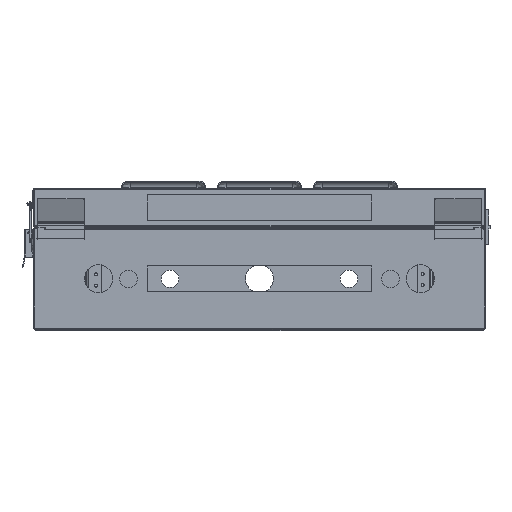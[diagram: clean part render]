
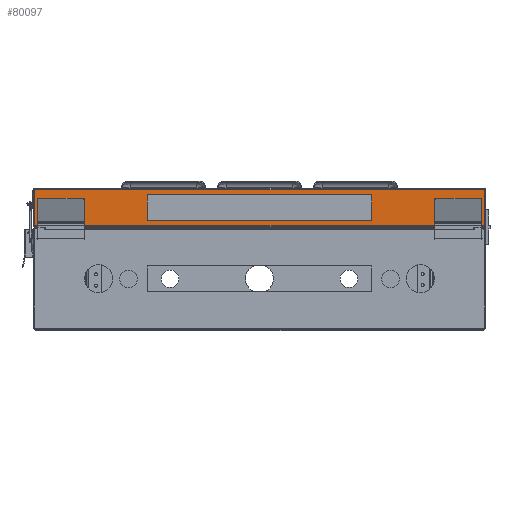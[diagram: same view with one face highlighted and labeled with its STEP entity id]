
A CAD part, front view. The second image highlights one B-rep face of the part: STEP entity #80097.
In plain terms, the highlighted planar face has unit normal (0, -1, 0).
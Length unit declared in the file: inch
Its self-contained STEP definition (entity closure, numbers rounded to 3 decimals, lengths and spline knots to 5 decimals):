
#688 = LINE ( 'NONE', #32458, #56615 ) ;
#1860 = EDGE_CURVE ( 'NONE', #62597, #70741, #69400, .T. ) ;
#2821 = CARTESIAN_POINT ( 'NONE',  ( -12.65637, -13.43498, -0.07874 ) ) ;
#4993 = VECTOR ( 'NONE', #46796, 39.37008 ) ;
#5871 = ORIENTED_EDGE ( 'NONE', *, *, #13545, .F. ) ;
#6457 = CARTESIAN_POINT ( 'NONE',  ( 12.558, -13.43498, -0.07874 ) ) ;
#8600 = EDGE_CURVE ( 'NONE', #56270, #15748, #68047, .T. ) ;
#8718 = VERTEX_POINT ( 'NONE', #13210 ) ;
#9139 = FACE_BOUND ( 'NONE', #31823, .T. ) ;
#12296 = ORIENTED_EDGE ( 'NONE', *, *, #99195, .T. ) ;
#13210 = CARTESIAN_POINT ( 'NONE',  ( 12.65637, -13.43498, -0.07874 ) ) ;
#13545 = EDGE_CURVE ( 'NONE', #76565, #8718, #93119, .T. ) ;
#15748 = VERTEX_POINT ( 'NONE', #81759 ) ;
#17045 = VERTEX_POINT ( 'NONE', #29225 ) ;
#17349 = CARTESIAN_POINT ( 'NONE',  ( 6.29921, -13.43498, -0.38175 ) ) ;
#18197 = CARTESIAN_POINT ( 'NONE',  ( 6.29921, -13.43498, -0.38175 ) ) ;
#19476 = VECTOR ( 'NONE', #76374, 39.37008 ) ;
#19528 = LINE ( 'NONE', #75338, #34995 ) ;
#23034 = EDGE_LOOP ( 'NONE', ( #66601, #34961, #59324, #44656, #47512, #5871, #44721, #34644 ) ) ;
#25458 = VERTEX_POINT ( 'NONE', #58085 ) ;
#25651 = LINE ( 'NONE', #17349, #27713 ) ;
#26132 = EDGE_CURVE ( 'NONE', #70741, #17045, #25651, .T. ) ;
#27713 = VECTOR ( 'NONE', #48601, 39.37008 ) ;
#28009 = CARTESIAN_POINT ( 'NONE',  ( -12.558, -13.43498, -0.07874 ) ) ;
#28396 = EDGE_CURVE ( 'NONE', #80275, #42889, #48016, .T. ) ;
#29225 = CARTESIAN_POINT ( 'NONE',  ( 6.29921, -13.43498, -1.81875 ) ) ;
#29450 = EDGE_CURVE ( 'NONE', #60454, #62597, #19528, .T. ) ;
#29758 = DIRECTION ( 'NONE',  ( 1., 0., 0. ) ) ;
#30453 = DIRECTION ( 'NONE',  ( -1., 0., 0. ) ) ;
#31823 = EDGE_LOOP ( 'NONE', ( #76592, #74237, #98272, #12296 ) ) ;
#32458 = CARTESIAN_POINT ( 'NONE',  ( -12.558, -13.43498, -2.12176 ) ) ;
#33097 = DIRECTION ( 'NONE',  ( 0., 0., 1. ) ) ;
#33520 = VECTOR ( 'NONE', #75356, 39.37008 ) ;
#33819 = CARTESIAN_POINT ( 'NONE',  ( 12.558, -13.43498, -2.12176 ) ) ;
#33979 = EDGE_CURVE ( 'NONE', #25458, #42889, #47670, .T. ) ;
#34644 = ORIENTED_EDGE ( 'NONE', *, *, #69853, .F. ) ;
#34961 = ORIENTED_EDGE ( 'NONE', *, *, #54215, .F. ) ;
#34995 = VECTOR ( 'NONE', #33097, 39.37008 ) ;
#42889 = VERTEX_POINT ( 'NONE', #33819 ) ;
#44656 = ORIENTED_EDGE ( 'NONE', *, *, #28396, .F. ) ;
#44721 = ORIENTED_EDGE ( 'NONE', *, *, #56663, .F. ) ;
#46638 = CARTESIAN_POINT ( 'NONE',  ( 0., -13.43498, -2.12176 ) ) ;
#46796 = DIRECTION ( 'NONE',  ( 1., 0., 0. ) ) ;
#47161 = CARTESIAN_POINT ( 'NONE',  ( 0., -13.43498, 0. ) ) ;
#47446 = CARTESIAN_POINT ( 'NONE',  ( -6.29921, -13.43498, -0.38175 ) ) ;
#47512 = ORIENTED_EDGE ( 'NONE', *, *, #55003, .F. ) ;
#47670 = LINE ( 'NONE', #46638, #65758 ) ;
#47677 = DIRECTION ( 'NONE',  ( 0., -1., 0. ) ) ;
#48016 = LINE ( 'NONE', #95615, #62882 ) ;
#48601 = DIRECTION ( 'NONE',  ( 0., 0., -1. ) ) ;
#50751 = LINE ( 'NONE', #2821, #19476 ) ;
#51207 = DIRECTION ( 'NONE',  ( 0., 0., -1. ) ) ;
#52313 = VECTOR ( 'NONE', #30453, 39.37008 ) ;
#54215 = EDGE_CURVE ( 'NONE', #25458, #56270, #688, .T. ) ;
#54844 = VERTEX_POINT ( 'NONE', #28009 ) ;
#55003 = EDGE_CURVE ( 'NONE', #8718, #80275, #58035, .T. ) ;
#55327 = DIRECTION ( 'NONE',  ( -1., 0., 0. ) ) ;
#56270 = VERTEX_POINT ( 'NONE', #100382 ) ;
#56615 = VECTOR ( 'NONE', #94700, 39.37008 ) ;
#56663 = EDGE_CURVE ( 'NONE', #54844, #76565, #70301, .T. ) ;
#58035 = LINE ( 'NONE', #67902, #59786 ) ;
#58085 = CARTESIAN_POINT ( 'NONE',  ( -12.558, -13.43498, -2.12176 ) ) ;
#59111 = VECTOR ( 'NONE', #92134, 39.37008 ) ;
#59324 = ORIENTED_EDGE ( 'NONE', *, *, #33979, .T. ) ;
#59786 = VECTOR ( 'NONE', #51207, 39.37008 ) ;
#60454 = VERTEX_POINT ( 'NONE', #93188 ) ;
#61945 = CARTESIAN_POINT ( 'NONE',  ( 68.79926, -13.43498, -0.07874 ) ) ;
#62597 = VERTEX_POINT ( 'NONE', #68363 ) ;
#62882 = VECTOR ( 'NONE', #55327, 39.37008 ) ;
#65758 = VECTOR ( 'NONE', #103076, 39.37008 ) ;
#66601 = ORIENTED_EDGE ( 'NONE', *, *, #8600, .F. ) ;
#67902 = CARTESIAN_POINT ( 'NONE',  ( 12.65637, -13.43498, -0.07874 ) ) ;
#68047 = LINE ( 'NONE', #99949, #59111 ) ;
#68363 = CARTESIAN_POINT ( 'NONE',  ( -6.29921, -13.43498, -0.38175 ) ) ;
#69400 = LINE ( 'NONE', #47446, #79653 ) ;
#69853 = EDGE_CURVE ( 'NONE', #15748, #54844, #50751, .T. ) ;
#70301 = LINE ( 'NONE', #61945, #4993 ) ;
#70741 = VERTEX_POINT ( 'NONE', #18197 ) ;
#71166 = PLANE ( 'NONE',  #86019 ) ;
#72213 = FACE_OUTER_BOUND ( 'NONE', #23034, .T. ) ;
#74237 = ORIENTED_EDGE ( 'NONE', *, *, #1860, .T. ) ;
#75338 = CARTESIAN_POINT ( 'NONE',  ( -6.29921, -13.43498, -0.38175 ) ) ;
#75356 = DIRECTION ( 'NONE',  ( 1., 0., 0. ) ) ;
#76374 = DIRECTION ( 'NONE',  ( 1., 0., 0. ) ) ;
#76565 = VERTEX_POINT ( 'NONE', #6457 ) ;
#76592 = ORIENTED_EDGE ( 'NONE', *, *, #29450, .T. ) ;
#79653 = VECTOR ( 'NONE', #29758, 39.37008 ) ;
#80097 = ADVANCED_FACE ( 'NONE', ( #72213, #9139 ), #71166, .T. ) ;
#80275 = VERTEX_POINT ( 'NONE', #101416 ) ;
#81759 = CARTESIAN_POINT ( 'NONE',  ( -12.65637, -13.43498, -0.07874 ) ) ;
#84332 = LINE ( 'NONE', #86378, #52313 ) ;
#86019 = AXIS2_PLACEMENT_3D ( 'NONE', #47161, #47677, #103080 ) ;
#86378 = CARTESIAN_POINT ( 'NONE',  ( -6.29921, -13.43498, -1.81875 ) ) ;
#92134 = DIRECTION ( 'NONE',  ( 0., 0., 1. ) ) ;
#93119 = LINE ( 'NONE', #99372, #33520 ) ;
#93188 = CARTESIAN_POINT ( 'NONE',  ( -6.29921, -13.43498, -1.81875 ) ) ;
#94700 = DIRECTION ( 'NONE',  ( -1., 0., 0. ) ) ;
#95615 = CARTESIAN_POINT ( 'NONE',  ( 12.65637, -13.43498, -2.12176 ) ) ;
#98272 = ORIENTED_EDGE ( 'NONE', *, *, #26132, .T. ) ;
#99195 = EDGE_CURVE ( 'NONE', #17045, #60454, #84332, .T. ) ;
#99372 = CARTESIAN_POINT ( 'NONE',  ( 12.558, -13.43498, -0.07874 ) ) ;
#99949 = CARTESIAN_POINT ( 'NONE',  ( -12.65637, -13.43498, -2.12176 ) ) ;
#100382 = CARTESIAN_POINT ( 'NONE',  ( -12.65637, -13.43498, -2.12176 ) ) ;
#101416 = CARTESIAN_POINT ( 'NONE',  ( 12.65637, -13.43498, -2.12176 ) ) ;
#103076 = DIRECTION ( 'NONE',  ( 1., 0., 0. ) ) ;
#103080 = DIRECTION ( 'NONE',  ( 0., 0., -1. ) ) ;
